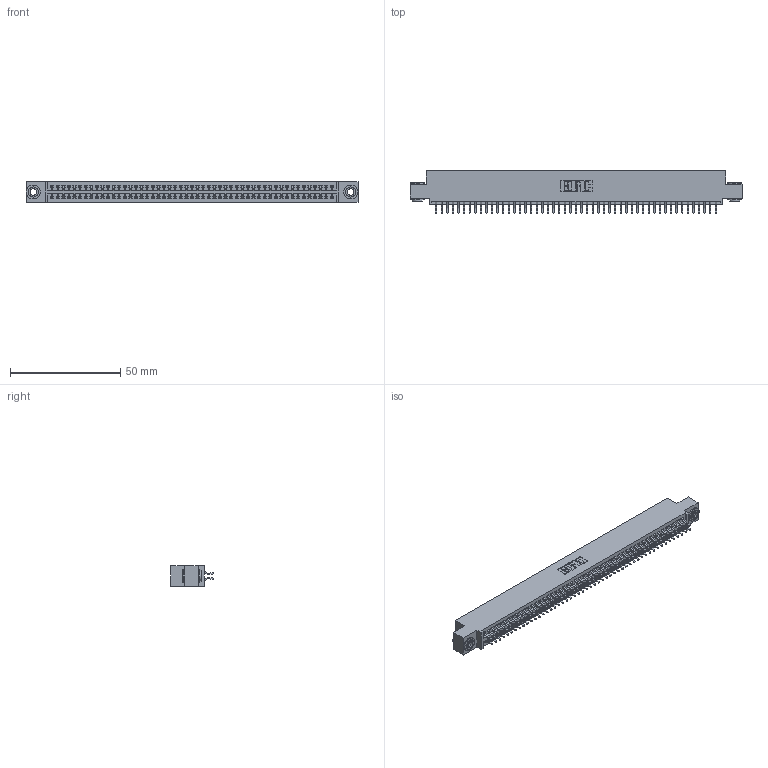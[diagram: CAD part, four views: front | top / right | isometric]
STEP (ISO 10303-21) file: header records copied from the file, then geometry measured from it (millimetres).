
FILE_DESCRIPTION (( 'STEP AP203' ), '1' );
FILE_NAME ('395-102-556-503.STEP', '2019-10-26T19:06:22', ( '' ), ( '' ), 'SwSTEP 2.0', 'SolidWorks 2016', '' );
FILE_SCHEMA (( 'CONFIG_CONTROL_DESIGN' ));
Length unit declared in the file: inch
Products named in the file (4): 345 Part_0.110 Offset - 0.156 Dia-TH; 345-292-001_556 Tail; 345-250-002_345-250-002-102; 395-102-556-503
Assembly tree (105 placements, depth 2):
  395-102-556-503
    345 Part_0.110 Offset - 0.156 Dia-TH
    345-292-001_556 Tail  x102
    345-250-002_345-250-002-102  x2
Bounding box: 150.75 x 19.24 x 9.4 mm (x, y, z)
Volume: 14669.4 mm3; surface area: 22066.7 mm2
Topology: 105 solids, 105 shells, 5880 faces, 17463 edges, 11502 vertices
Faces by surface type: plane 3868, cylinder 2004, cone 8
Entity records: 39806 total; most frequent: CARTESIAN_POINT 6655, ORIENTED_EDGE 6570, DIRECTION 5875, EDGE_CURVE 3285, LINE 2917, VECTOR 2917, VERTEX_POINT 2186, AXIS2_PLACEMENT_3D 1479
